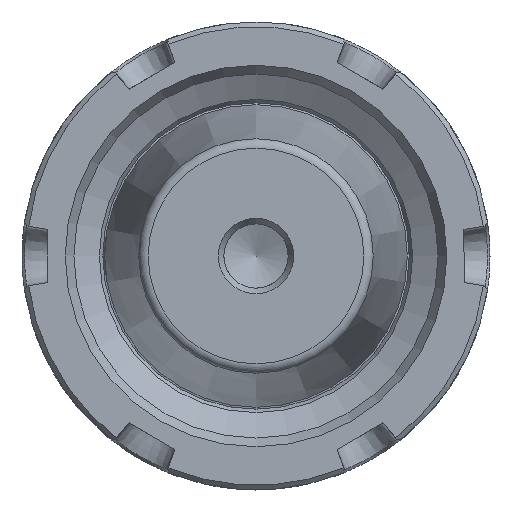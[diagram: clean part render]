
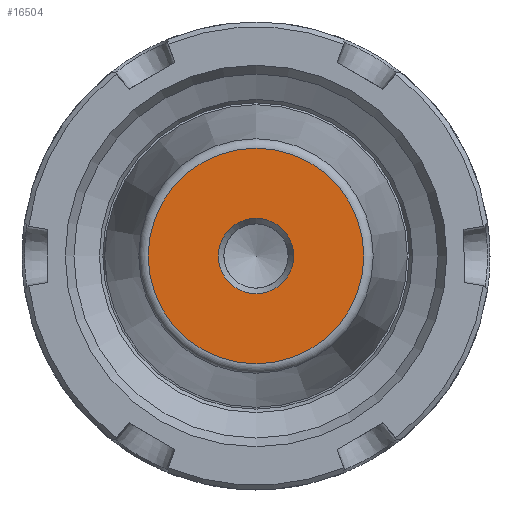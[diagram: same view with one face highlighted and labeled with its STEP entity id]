
A CAD part, left-side view. The second image highlights one B-rep face of the part: STEP entity #16504.
In plain terms, the highlighted planar face has unit normal (-1, 0, 0).
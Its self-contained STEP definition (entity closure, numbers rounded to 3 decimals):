
#1175 = DIRECTION ( 'NONE',  ( 0., 0., -1. ) ) ;
#4760 = EDGE_CURVE ( 'NONE', #5576, #5576, #9310, .T. ) ;
#5576 = VERTEX_POINT ( 'NONE', #23014 ) ;
#6122 = ORIENTED_EDGE ( 'NONE', *, *, #4760, .F. ) ;
#6945 = EDGE_LOOP ( 'NONE', ( #8499 ) ) ;
#7895 = EDGE_LOOP ( 'NONE', ( #6122 ) ) ;
#8499 = ORIENTED_EDGE ( 'NONE', *, *, #24772, .T. ) ;
#9310 = CIRCLE ( 'NONE', #29614, 4. ) ;
#9449 = AXIS2_PLACEMENT_3D ( 'NONE', #23178, #30501, #1175 ) ;
#9984 = CARTESIAN_POINT ( 'NONE',  ( -110.25, 0., 0. ) ) ;
#10085 = DIRECTION ( 'NONE',  ( 0., 0., 1. ) ) ;
#10611 = CIRCLE ( 'NONE', #20292, 11.406 ) ;
#14915 = DIRECTION ( 'NONE',  ( 0., 0., 1. ) ) ;
#15149 = VERTEX_POINT ( 'NONE', #31042 ) ;
#16504 = ADVANCED_FACE ( 'NONE', ( #23709, #30189 ), #18676, .F. ) ;
#18676 = PLANE ( 'NONE',  #9449 ) ;
#19646 = DIRECTION ( 'NONE',  ( -1., 0., 0. ) ) ;
#20292 = AXIS2_PLACEMENT_3D ( 'NONE', #9984, #27058, #10085 ) ;
#22443 = CARTESIAN_POINT ( 'NONE',  ( -110.25, 0., 0. ) ) ;
#23014 = CARTESIAN_POINT ( 'NONE',  ( -110.25, 0., 4. ) ) ;
#23178 = CARTESIAN_POINT ( 'NONE',  ( -110.25, 11.406, 0. ) ) ;
#23709 = FACE_BOUND ( 'NONE', #7895, .T. ) ;
#24772 = EDGE_CURVE ( 'NONE', #15149, #15149, #10611, .T. ) ;
#27058 = DIRECTION ( 'NONE',  ( -1., 0., 0. ) ) ;
#29614 = AXIS2_PLACEMENT_3D ( 'NONE', #22443, #19646, #14915 ) ;
#30189 = FACE_OUTER_BOUND ( 'NONE', #6945, .T. ) ;
#30501 = DIRECTION ( 'NONE',  ( 1., 0., 0. ) ) ;
#31042 = CARTESIAN_POINT ( 'NONE',  ( -110.25, 0., 11.406 ) ) ;
